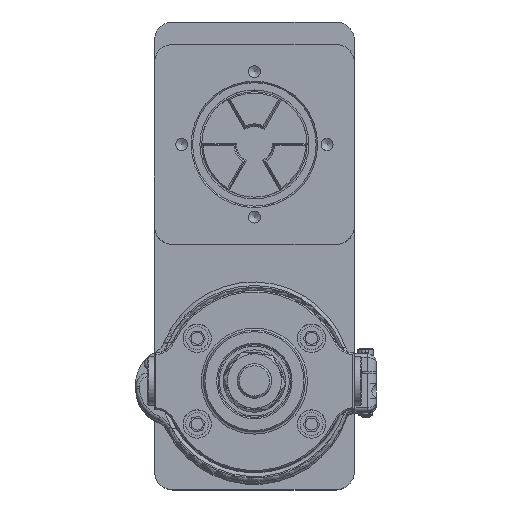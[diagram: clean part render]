
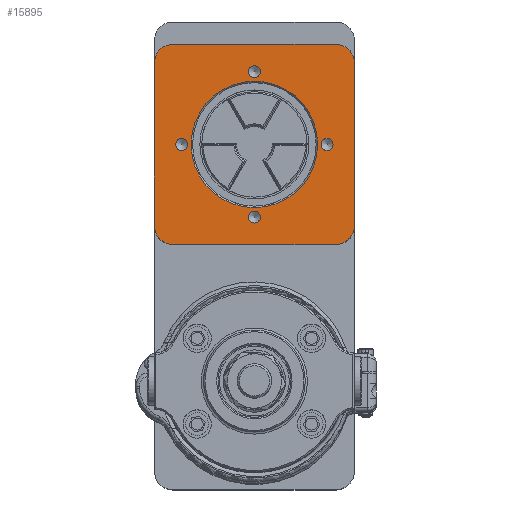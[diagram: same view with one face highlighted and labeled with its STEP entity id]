
A CAD part, top view. The second image highlights one B-rep face of the part: STEP entity #15895.
In plain terms, the highlighted planar face has unit normal (0, 0, 1).
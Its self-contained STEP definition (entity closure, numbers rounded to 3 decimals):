
#315 = CARTESIAN_POINT ( 'NONE',  ( 28.575, -34.925, 44.399 ) ) ;
#344 = EDGE_CURVE ( 'NONE', #13138, #22805, #5535, .T. ) ;
#595 = VECTOR ( 'NONE', #19727, 1000. ) ;
#675 = CIRCLE ( 'NONE', #20606, 6.35 ) ;
#2253 = VERTEX_POINT ( 'NONE', #8089 ) ;
#2372 = LINE ( 'NONE', #11720, #2540 ) ;
#2540 = VECTOR ( 'NONE', #19363, 1000. ) ;
#3212 = EDGE_CURVE ( 'NONE', #10864, #17619, #9446, .T. ) ;
#3926 = CARTESIAN_POINT ( 'NONE',  ( 0., 25.4, 44.399 ) ) ;
#4078 = DIRECTION ( 'NONE',  ( -1., 0., 0. ) ) ;
#4140 = DIRECTION ( 'NONE',  ( 0., 0., 1. ) ) ;
#4200 = AXIS2_PLACEMENT_3D ( 'NONE', #13869, #7877, #23132 ) ;
#4579 = DIRECTION ( 'NONE',  ( 0., 0., -1. ) ) ;
#4605 = DIRECTION ( 'NONE',  ( 0., 0., 1. ) ) ;
#5185 = EDGE_CURVE ( 'NONE', #11874, #11874, #24671, .T. ) ;
#5535 = LINE ( 'NONE', #24670, #11692 ) ;
#5728 = FACE_BOUND ( 'NONE', #16251, .T. ) ;
#5741 = VERTEX_POINT ( 'NONE', #12854 ) ;
#5977 = CARTESIAN_POINT ( 'NONE',  ( 28.575, 28.575, 44.399 ) ) ;
#6230 = PLANE ( 'NONE',  #22433 ) ;
#6371 = CARTESIAN_POINT ( 'NONE',  ( -34.925, -34.925, 44.399 ) ) ;
#6545 = CIRCLE ( 'NONE', #11337, 2.1 ) ;
#6607 = CARTESIAN_POINT ( 'NONE',  ( 2.1, 25.4, 44.399 ) ) ;
#6726 = DIRECTION ( 'NONE',  ( -1., 0., 0. ) ) ;
#6864 = EDGE_CURVE ( 'NONE', #21849, #21849, #6545, .T. ) ;
#6969 = CARTESIAN_POINT ( 'NONE',  ( -28.575, 34.925, 44.399 ) ) ;
#7007 = DIRECTION ( 'NONE',  ( 1., 0., 0. ) ) ;
#7020 = ORIENTED_EDGE ( 'NONE', *, *, #15933, .T. ) ;
#7140 = DIRECTION ( 'NONE',  ( 0., 0., 1. ) ) ;
#7436 = ORIENTED_EDGE ( 'NONE', *, *, #5185, .F. ) ;
#7589 = CARTESIAN_POINT ( 'NONE',  ( 2.1, -25.4, 44.399 ) ) ;
#7641 = ORIENTED_EDGE ( 'NONE', *, *, #22772, .T. ) ;
#7773 = EDGE_CURVE ( 'NONE', #22216, #22216, #18547, .T. ) ;
#7794 = CIRCLE ( 'NONE', #4200, 6.35 ) ;
#7877 = DIRECTION ( 'NONE',  ( 0., 0., 1. ) ) ;
#7983 = FACE_BOUND ( 'NONE', #12820, .T. ) ;
#8089 = CARTESIAN_POINT ( 'NONE',  ( -34.925, 28.575, 44.399 ) ) ;
#8097 = CARTESIAN_POINT ( 'NONE',  ( 0., 0., 44.399 ) ) ;
#8129 = EDGE_CURVE ( 'NONE', #14293, #13138, #7794, .T. ) ;
#8331 = DIRECTION ( 'NONE',  ( 1., 0., 0. ) ) ;
#8468 = ORIENTED_EDGE ( 'NONE', *, *, #17596, .T. ) ;
#8582 = CARTESIAN_POINT ( 'NONE',  ( 0., -25.4, 44.399 ) ) ;
#9273 = DIRECTION ( 'NONE',  ( 0., 1., 0. ) ) ;
#9446 = LINE ( 'NONE', #22569, #15817 ) ;
#9669 = EDGE_CURVE ( 'NONE', #16940, #16940, #22318, .T. ) ;
#9722 = CARTESIAN_POINT ( 'NONE',  ( -28.575, 28.575, 44.399 ) ) ;
#9920 = CIRCLE ( 'NONE', #21505, 22.098 ) ;
#9923 = DIRECTION ( 'NONE',  ( 1., 0., 0. ) ) ;
#9982 = DIRECTION ( 'NONE',  ( 0., 0., 1. ) ) ;
#9985 = FACE_BOUND ( 'NONE', #13545, .T. ) ;
#10857 = ORIENTED_EDGE ( 'NONE', *, *, #7773, .F. ) ;
#10864 = VERTEX_POINT ( 'NONE', #18504 ) ;
#11337 = AXIS2_PLACEMENT_3D ( 'NONE', #11913, #4140, #9923 ) ;
#11346 = FACE_BOUND ( 'NONE', #21263, .T. ) ;
#11593 = DIRECTION ( 'NONE',  ( -1., 0., 0. ) ) ;
#11692 = VECTOR ( 'NONE', #9273, 1000. ) ;
#11706 = CIRCLE ( 'NONE', #22879, 6.35 ) ;
#11720 = CARTESIAN_POINT ( 'NONE',  ( -34.925, -34.925, 44.399 ) ) ;
#11874 = VERTEX_POINT ( 'NONE', #15843 ) ;
#11913 = CARTESIAN_POINT ( 'NONE',  ( 25.4, 0., 44.399 ) ) ;
#12320 = CARTESIAN_POINT ( 'NONE',  ( -25.4, 0., 44.399 ) ) ;
#12820 = EDGE_LOOP ( 'NONE', ( #10857 ) ) ;
#12854 = CARTESIAN_POINT ( 'NONE',  ( -28.575, -34.925, 44.399 ) ) ;
#12906 = ORIENTED_EDGE ( 'NONE', *, *, #15644, .T. ) ;
#13124 = CARTESIAN_POINT ( 'NONE',  ( 34.925, -28.575, 44.399 ) ) ;
#13138 = VERTEX_POINT ( 'NONE', #13124 ) ;
#13335 = VERTEX_POINT ( 'NONE', #23345 ) ;
#13477 = DIRECTION ( 'NONE',  ( -1., 0., 0. ) ) ;
#13545 = EDGE_LOOP ( 'NONE', ( #21258 ) ) ;
#13593 = DIRECTION ( 'NONE',  ( 0., 0., 1. ) ) ;
#13633 = CARTESIAN_POINT ( 'NONE',  ( 0., 0., 44.399 ) ) ;
#13722 = FACE_BOUND ( 'NONE', #18277, .T. ) ;
#13869 = CARTESIAN_POINT ( 'NONE',  ( 28.575, -28.575, 44.399 ) ) ;
#14221 = CARTESIAN_POINT ( 'NONE',  ( -28.575, -28.575, 44.399 ) ) ;
#14293 = VERTEX_POINT ( 'NONE', #315 ) ;
#14792 = VERTEX_POINT ( 'NONE', #23483 ) ;
#14813 = ORIENTED_EDGE ( 'NONE', *, *, #344, .T. ) ;
#14847 = AXIS2_PLACEMENT_3D ( 'NONE', #9722, #13593, #4078 ) ;
#15404 = ORIENTED_EDGE ( 'NONE', *, *, #8129, .T. ) ;
#15458 = DIRECTION ( 'NONE',  ( 0., 0., -1. ) ) ;
#15644 = EDGE_CURVE ( 'NONE', #14792, #5741, #11706, .T. ) ;
#15817 = VECTOR ( 'NONE', #22945, 1000. ) ;
#15843 = CARTESIAN_POINT ( 'NONE',  ( -23.3, 0., 44.399 ) ) ;
#15895 = ADVANCED_FACE ( 'NONE', ( #11346, #9985, #7983, #5728, #13722, #17461 ), #6230, .F. ) ;
#15912 = EDGE_CURVE ( 'NONE', #17619, #2253, #23687, .T. ) ;
#15933 = EDGE_CURVE ( 'NONE', #5741, #14293, #2372, .T. ) ;
#16251 = EDGE_LOOP ( 'NONE', ( #20283 ) ) ;
#16940 = VERTEX_POINT ( 'NONE', #7589 ) ;
#17375 = EDGE_LOOP ( 'NONE', ( #8468, #12906, #7020, #15404, #14813, #21711, #19574, #17732 ) ) ;
#17461 = FACE_OUTER_BOUND ( 'NONE', #17375, .T. ) ;
#17596 = EDGE_CURVE ( 'NONE', #2253, #14792, #23490, .T. ) ;
#17619 = VERTEX_POINT ( 'NONE', #6969 ) ;
#17732 = ORIENTED_EDGE ( 'NONE', *, *, #15912, .T. ) ;
#18277 = EDGE_LOOP ( 'NONE', ( #7641 ) ) ;
#18504 = CARTESIAN_POINT ( 'NONE',  ( 28.575, 34.925, 44.399 ) ) ;
#18547 = CIRCLE ( 'NONE', #20150, 2.1 ) ;
#19363 = DIRECTION ( 'NONE',  ( 1., 0., 0. ) ) ;
#19405 = CARTESIAN_POINT ( 'NONE',  ( 34.925, 28.575, 44.399 ) ) ;
#19494 = AXIS2_PLACEMENT_3D ( 'NONE', #12320, #21700, #8331 ) ;
#19538 = AXIS2_PLACEMENT_3D ( 'NONE', #8582, #24205, #20199 ) ;
#19574 = ORIENTED_EDGE ( 'NONE', *, *, #3212, .T. ) ;
#19727 = DIRECTION ( 'NONE',  ( 0., -1., 0. ) ) ;
#20056 = EDGE_CURVE ( 'NONE', #22805, #10864, #675, .T. ) ;
#20150 = AXIS2_PLACEMENT_3D ( 'NONE', #3926, #7140, #7007 ) ;
#20199 = DIRECTION ( 'NONE',  ( 1., 0., 0. ) ) ;
#20283 = ORIENTED_EDGE ( 'NONE', *, *, #9669, .F. ) ;
#20606 = AXIS2_PLACEMENT_3D ( 'NONE', #5977, #9982, #11593 ) ;
#21258 = ORIENTED_EDGE ( 'NONE', *, *, #6864, .F. ) ;
#21263 = EDGE_LOOP ( 'NONE', ( #7436 ) ) ;
#21505 = AXIS2_PLACEMENT_3D ( 'NONE', #13633, #4579, #6726 ) ;
#21700 = DIRECTION ( 'NONE',  ( 0., 0., 1. ) ) ;
#21711 = ORIENTED_EDGE ( 'NONE', *, *, #20056, .T. ) ;
#21849 = VERTEX_POINT ( 'NONE', #23840 ) ;
#21972 = DIRECTION ( 'NONE',  ( -1., 0., 0. ) ) ;
#22216 = VERTEX_POINT ( 'NONE', #6607 ) ;
#22318 = CIRCLE ( 'NONE', #19538, 2.1 ) ;
#22433 = AXIS2_PLACEMENT_3D ( 'NONE', #8097, #15458, #13477 ) ;
#22569 = CARTESIAN_POINT ( 'NONE',  ( -34.925, 34.925, 44.399 ) ) ;
#22772 = EDGE_CURVE ( 'NONE', #13335, #13335, #9920, .T. ) ;
#22805 = VERTEX_POINT ( 'NONE', #19405 ) ;
#22879 = AXIS2_PLACEMENT_3D ( 'NONE', #14221, #4605, #21972 ) ;
#22945 = DIRECTION ( 'NONE',  ( -1., 0., 0. ) ) ;
#23132 = DIRECTION ( 'NONE',  ( -1., 0., 0. ) ) ;
#23345 = CARTESIAN_POINT ( 'NONE',  ( -22.098, 0., 44.399 ) ) ;
#23483 = CARTESIAN_POINT ( 'NONE',  ( -34.925, -28.575, 44.399 ) ) ;
#23490 = LINE ( 'NONE', #6371, #595 ) ;
#23687 = CIRCLE ( 'NONE', #14847, 6.35 ) ;
#23840 = CARTESIAN_POINT ( 'NONE',  ( 27.5, 0., 44.399 ) ) ;
#24205 = DIRECTION ( 'NONE',  ( 0., 0., 1. ) ) ;
#24670 = CARTESIAN_POINT ( 'NONE',  ( 34.925, -34.925, 44.399 ) ) ;
#24671 = CIRCLE ( 'NONE', #19494, 2.1 ) ;
